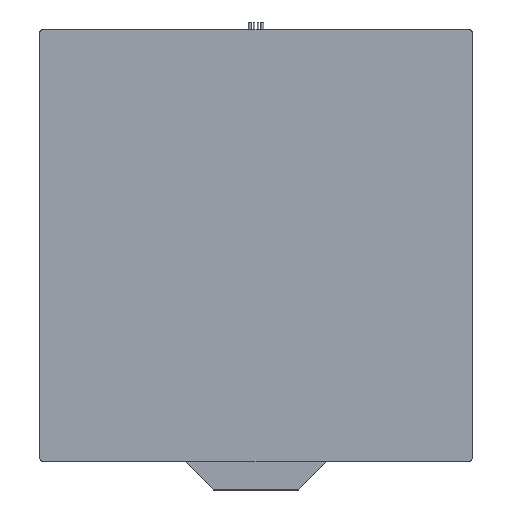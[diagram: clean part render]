
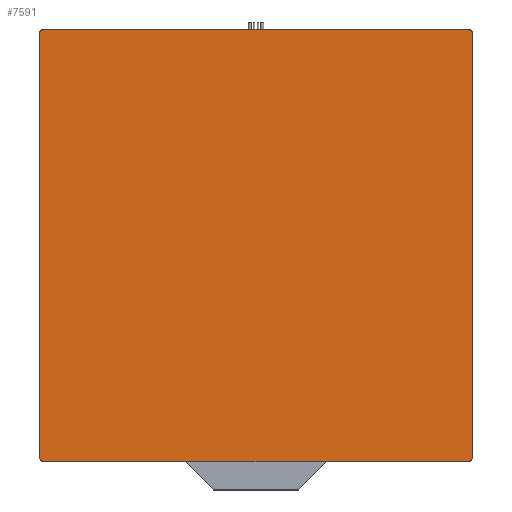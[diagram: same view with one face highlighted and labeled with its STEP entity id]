
A CAD part, top view. The second image highlights one B-rep face of the part: STEP entity #7591.
In plain terms, the highlighted planar face has unit normal (0, 0, 1).
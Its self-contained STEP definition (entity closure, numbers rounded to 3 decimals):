
#796=PLANE('',#8185);
#903=FACE_OUTER_BOUND('',#1368,.T.);
#1368=EDGE_LOOP('',(#4953,#4954,#4955,#4956,#4957,#4958,#4959,#4960));
#1891=LINE('',#10809,#2348);
#1894=LINE('',#10815,#2351);
#1895=LINE('',#10819,#2352);
#1896=LINE('',#10823,#2353);
#2348=VECTOR('',#8914,10.);
#2351=VECTOR('',#8919,10.);
#2352=VECTOR('',#8922,10.);
#2353=VECTOR('',#8925,10.);
#2803=CIRCLE('',#8182,3.);
#2805=CIRCLE('',#8186,3.);
#2806=CIRCLE('',#8187,3.);
#2807=CIRCLE('',#8188,3.);
#3008=VERTEX_POINT('',#10799);
#3009=VERTEX_POINT('',#10800);
#3012=VERTEX_POINT('',#10808);
#3014=VERTEX_POINT('',#10814);
#3015=VERTEX_POINT('',#10816);
#3016=VERTEX_POINT('',#10818);
#3017=VERTEX_POINT('',#10820);
#3018=VERTEX_POINT('',#10822);
#3770=EDGE_CURVE('',#3008,#3009,#2803,.T.);
#3774=EDGE_CURVE('',#3012,#3008,#1891,.T.);
#3777=EDGE_CURVE('',#3009,#3014,#1894,.T.);
#3778=EDGE_CURVE('',#3014,#3015,#2805,.T.);
#3779=EDGE_CURVE('',#3015,#3016,#1895,.T.);
#3780=EDGE_CURVE('',#3016,#3017,#2806,.T.);
#3781=EDGE_CURVE('',#3017,#3018,#1896,.T.);
#3782=EDGE_CURVE('',#3018,#3012,#2807,.T.);
#4953=ORIENTED_EDGE('',*,*,#3770,.T.);
#4954=ORIENTED_EDGE('',*,*,#3777,.T.);
#4955=ORIENTED_EDGE('',*,*,#3778,.T.);
#4956=ORIENTED_EDGE('',*,*,#3779,.T.);
#4957=ORIENTED_EDGE('',*,*,#3780,.T.);
#4958=ORIENTED_EDGE('',*,*,#3781,.T.);
#4959=ORIENTED_EDGE('',*,*,#3782,.T.);
#4960=ORIENTED_EDGE('',*,*,#3774,.T.);
#7591=ADVANCED_FACE('',(#903),#796,.T.);
#8182=AXIS2_PLACEMENT_3D('',#10801,#8906,#8907);
#8185=AXIS2_PLACEMENT_3D('',#10813,#8917,#8918);
#8186=AXIS2_PLACEMENT_3D('',#10817,#8920,#8921);
#8187=AXIS2_PLACEMENT_3D('',#10821,#8923,#8924);
#8188=AXIS2_PLACEMENT_3D('',#10824,#8926,#8927);
#8906=DIRECTION('center_axis',(0.,0.,
1.));
#8907=DIRECTION('ref_axis',(0.,-1.,0.));
#8914=DIRECTION('',(0.,-1.,0.));
#8917=DIRECTION('center_axis',(0.,0.,
1.));
#8918=DIRECTION('ref_axis',(-1.,0.,0.));
#8919=DIRECTION('',(1.,0.,0.));
#8920=DIRECTION('center_axis',(0.,0.,
1.));
#8921=DIRECTION('ref_axis',(0.,-1.,0.));
#8922=DIRECTION('',(0.,1.,0.));
#8923=DIRECTION('center_axis',(0.,0.,
1.));
#8924=DIRECTION('ref_axis',(1.,0.,0.));
#8925=DIRECTION('',(-1.,0.,0.));
#8926=DIRECTION('center_axis',(0.,0.,
1.));
#8927=DIRECTION('ref_axis',(0.,1.,0.));
#10799=CARTESIAN_POINT('',(-2.5,0.5,0.));
#10800=CARTESIAN_POINT('',(0.5,-2.5,0.));
#10801=CARTESIAN_POINT('Origin',(0.5,0.5,0.));
#10808=CARTESIAN_POINT('',(-2.5,299.5,0.));
#10809=CARTESIAN_POINT('',(-2.5,299.5,0.));
#10813=CARTESIAN_POINT('Origin',(150.,150.,0.));
#10814=CARTESIAN_POINT('',(299.5,-2.5,0.));
#10815=CARTESIAN_POINT('',(-2.5,-2.5,0.));
#10816=CARTESIAN_POINT('',(302.5,0.5,0.));
#10817=CARTESIAN_POINT('Origin',(299.5,0.5,0.));
#10818=CARTESIAN_POINT('',(302.5,299.5,0.));
#10819=CARTESIAN_POINT('',(302.5,0.5,0.));
#10820=CARTESIAN_POINT('',(299.5,302.5,0.));
#10821=CARTESIAN_POINT('Origin',(299.5,299.5,0.));
#10822=CARTESIAN_POINT('',(0.5,302.5,0.));
#10823=CARTESIAN_POINT('',(299.5,302.5,0.));
#10824=CARTESIAN_POINT('Origin',(0.5,299.5,0.));
